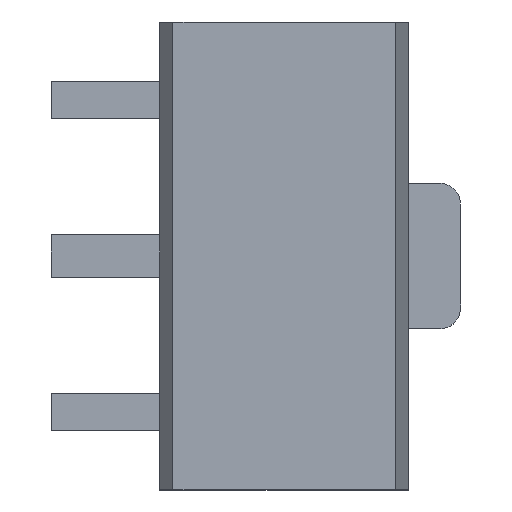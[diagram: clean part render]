
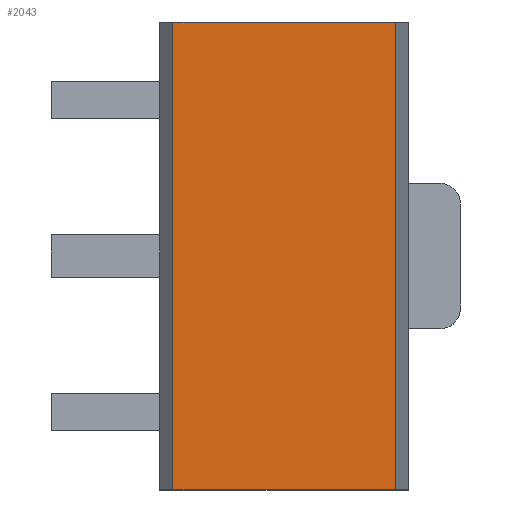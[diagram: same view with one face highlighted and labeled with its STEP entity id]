
A CAD part, top view. The second image highlights one B-rep face of the part: STEP entity #2043.
In plain terms, the highlighted planar face has unit normal (0, 0, 1).
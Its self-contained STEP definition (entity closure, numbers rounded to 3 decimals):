
#180 = PLANE('',#181);
#181 = AXIS2_PLACEMENT_3D('',#182,#183,#184);
#182 = CARTESIAN_POINT('',(-0.928,0.,0.35));
#183 = DIRECTION('',(0.993,0.,-0.122)
  );
#184 = DIRECTION('',(0.122,0.,0.993));
#817 = PLANE('',#818);
#818 = AXIS2_PLACEMENT_3D('',#819,#820,#821);
#819 = CARTESIAN_POINT('',(1.339,0.,1.4));
#820 = DIRECTION('',(-0.993,0.,-0.122)
  );
#821 = DIRECTION('',(0.122,0.,-0.993)
  );
#1280 = PLANE('',#1281);
#1281 = AXIS2_PLACEMENT_3D('',#1282,#1283,#1284);
#1282 = CARTESIAN_POINT('',(0.218,-2.25,1.4));
#1283 = DIRECTION('',(0.,1.,0.));
#1284 = DIRECTION('',(0.,0.,1.));
#1346 = PLANE('',#1347);
#1347 = AXIS2_PLACEMENT_3D('',#1348,#1349,#1350);
#1348 = CARTESIAN_POINT('',(-0.928,2.25,0.));
#1349 = DIRECTION('',(0.,1.,0.));
#1350 = DIRECTION('',(0.,0.,1.));
#1971 = VERTEX_POINT('',#1972);
#1972 = CARTESIAN_POINT('',(1.339,-2.25,1.4));
#1993 = EDGE_CURVE('',#1994,#1971,#1996,.T.);
#1994 = VERTEX_POINT('',#1995);
#1995 = CARTESIAN_POINT('',(-0.799,-2.25,1.4));
#1996 = SURFACE_CURVE('',#1997,(#2001,#2008),.PCURVE_S1.);
#1997 = LINE('',#1998,#1999);
#1998 = CARTESIAN_POINT('',(-0.799,-2.25,1.4));
#1999 = VECTOR('',#2000,1.);
#2000 = DIRECTION('',(1.,0.,0.));
#2001 = PCURVE('',#1280,#2002);
#2002 = DEFINITIONAL_REPRESENTATION('',(#2003),#2007);
#2003 = LINE('',#2004,#2005);
#2004 = CARTESIAN_POINT('',(0.,-1.016));
#2005 = VECTOR('',#2006,1.);
#2006 = DIRECTION('',(0.,1.));
#2007 = ( GEOMETRIC_REPRESENTATION_CONTEXT(2) 
PARAMETRIC_REPRESENTATION_CONTEXT() REPRESENTATION_CONTEXT('2D SPACE',''
  ) );
#2008 = PCURVE('',#2009,#2014);
#2009 = PLANE('',#2010);
#2010 = AXIS2_PLACEMENT_3D('',#2011,#2012,#2013);
#2011 = CARTESIAN_POINT('',(1.468,0.,1.4));
#2012 = DIRECTION('',(0.,0.,-1.));
#2013 = DIRECTION('',(0.,1.,0.));
#2014 = DEFINITIONAL_REPRESENTATION('',(#2015),#2019);
#2015 = LINE('',#2016,#2017);
#2016 = CARTESIAN_POINT('',(-2.25,-2.266));
#2017 = VECTOR('',#2018,1.);
#2018 = DIRECTION('',(0.,1.));
#2019 = ( GEOMETRIC_REPRESENTATION_CONTEXT(2) 
PARAMETRIC_REPRESENTATION_CONTEXT() REPRESENTATION_CONTEXT('2D SPACE',''
  ) );
#2043 = ADVANCED_FACE('',(#2044),#2009,.F.);
#2044 = FACE_BOUND('',#2045,.T.);
#2045 = EDGE_LOOP('',(#2046,#2047,#2070,#2093));
#2046 = ORIENTED_EDGE('',*,*,#1993,.T.);
#2047 = ORIENTED_EDGE('',*,*,#2048,.T.);
#2048 = EDGE_CURVE('',#1971,#2049,#2051,.T.);
#2049 = VERTEX_POINT('',#2050);
#2050 = CARTESIAN_POINT('',(1.339,2.25,1.4));
#2051 = SURFACE_CURVE('',#2052,(#2056,#2063),.PCURVE_S1.);
#2052 = LINE('',#2053,#2054);
#2053 = CARTESIAN_POINT('',(1.339,-2.25,1.4));
#2054 = VECTOR('',#2055,1.);
#2055 = DIRECTION('',(0.,1.,0.));
#2056 = PCURVE('',#2009,#2057);
#2057 = DEFINITIONAL_REPRESENTATION('',(#2058),#2062);
#2058 = LINE('',#2059,#2060);
#2059 = CARTESIAN_POINT('',(-2.25,-0.129));
#2060 = VECTOR('',#2061,1.);
#2061 = DIRECTION('',(1.,0.));
#2062 = ( GEOMETRIC_REPRESENTATION_CONTEXT(2) 
PARAMETRIC_REPRESENTATION_CONTEXT() REPRESENTATION_CONTEXT('2D SPACE',''
  ) );
#2063 = PCURVE('',#817,#2064);
#2064 = DEFINITIONAL_REPRESENTATION('',(#2065),#2069);
#2065 = LINE('',#2066,#2067);
#2066 = CARTESIAN_POINT('',(0.,2.25));
#2067 = VECTOR('',#2068,1.);
#2068 = DIRECTION('',(0.,-1.));
#2069 = ( GEOMETRIC_REPRESENTATION_CONTEXT(2) 
PARAMETRIC_REPRESENTATION_CONTEXT() REPRESENTATION_CONTEXT('2D SPACE',''
  ) );
#2070 = ORIENTED_EDGE('',*,*,#2071,.F.);
#2071 = EDGE_CURVE('',#2072,#2049,#2074,.T.);
#2072 = VERTEX_POINT('',#2073);
#2073 = CARTESIAN_POINT('',(-0.799,2.25,1.4));
#2074 = SURFACE_CURVE('',#2075,(#2079,#2086),.PCURVE_S1.);
#2075 = LINE('',#2076,#2077);
#2076 = CARTESIAN_POINT('',(-0.799,2.25,1.4));
#2077 = VECTOR('',#2078,1.);
#2078 = DIRECTION('',(1.,0.,0.));
#2079 = PCURVE('',#2009,#2080);
#2080 = DEFINITIONAL_REPRESENTATION('',(#2081),#2085);
#2081 = LINE('',#2082,#2083);
#2082 = CARTESIAN_POINT('',(2.25,-2.266));
#2083 = VECTOR('',#2084,1.);
#2084 = DIRECTION('',(0.,1.));
#2085 = ( GEOMETRIC_REPRESENTATION_CONTEXT(2) 
PARAMETRIC_REPRESENTATION_CONTEXT() REPRESENTATION_CONTEXT('2D SPACE',''
  ) );
#2086 = PCURVE('',#1346,#2087);
#2087 = DEFINITIONAL_REPRESENTATION('',(#2088),#2092);
#2088 = LINE('',#2089,#2090);
#2089 = CARTESIAN_POINT('',(1.4,0.129));
#2090 = VECTOR('',#2091,1.);
#2091 = DIRECTION('',(0.,1.));
#2092 = ( GEOMETRIC_REPRESENTATION_CONTEXT(2) 
PARAMETRIC_REPRESENTATION_CONTEXT() REPRESENTATION_CONTEXT('2D SPACE',''
  ) );
#2093 = ORIENTED_EDGE('',*,*,#2094,.T.);
#2094 = EDGE_CURVE('',#2072,#1994,#2095,.T.);
#2095 = SURFACE_CURVE('',#2096,(#2100,#2107),.PCURVE_S1.);
#2096 = LINE('',#2097,#2098);
#2097 = CARTESIAN_POINT('',(-0.799,2.25,1.4));
#2098 = VECTOR('',#2099,1.);
#2099 = DIRECTION('',(0.,-1.,0.));
#2100 = PCURVE('',#2009,#2101);
#2101 = DEFINITIONAL_REPRESENTATION('',(#2102),#2106);
#2102 = LINE('',#2103,#2104);
#2103 = CARTESIAN_POINT('',(2.25,-2.266));
#2104 = VECTOR('',#2105,1.);
#2105 = DIRECTION('',(-1.,0.));
#2106 = ( GEOMETRIC_REPRESENTATION_CONTEXT(2) 
PARAMETRIC_REPRESENTATION_CONTEXT() REPRESENTATION_CONTEXT('2D SPACE',''
  ) );
#2107 = PCURVE('',#180,#2108);
#2108 = DEFINITIONAL_REPRESENTATION('',(#2109),#2113);
#2109 = LINE('',#2110,#2111);
#2110 = CARTESIAN_POINT('',(1.058,-2.25));
#2111 = VECTOR('',#2112,1.);
#2112 = DIRECTION('',(0.,1.));
#2113 = ( GEOMETRIC_REPRESENTATION_CONTEXT(2) 
PARAMETRIC_REPRESENTATION_CONTEXT() REPRESENTATION_CONTEXT('2D SPACE',''
  ) );
